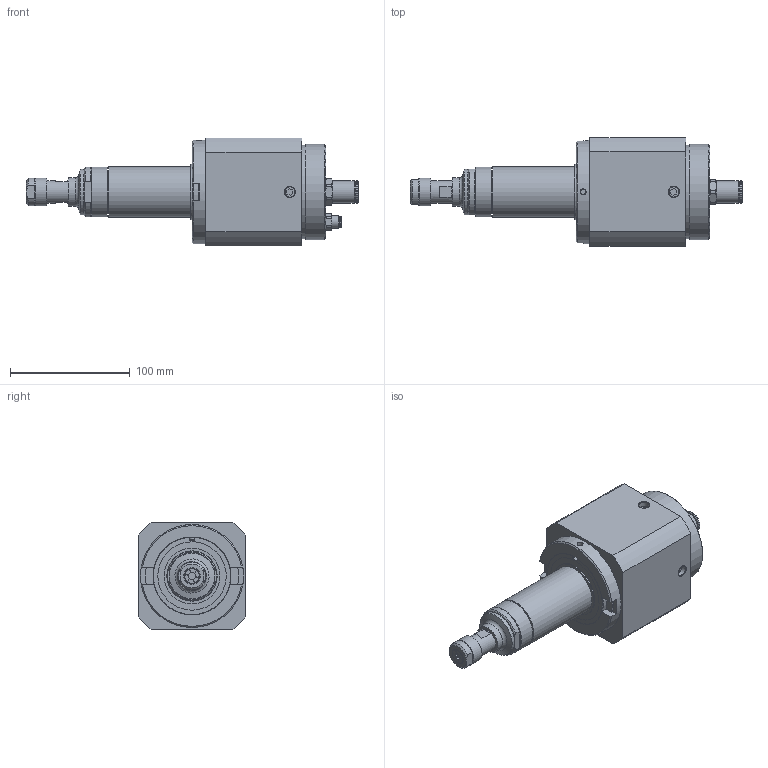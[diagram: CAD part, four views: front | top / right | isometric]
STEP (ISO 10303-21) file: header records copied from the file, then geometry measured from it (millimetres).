
FILE_DESCRIPTION(/* description */ (''),/* implementation_level */ '2;1');
FILE_NAME(/* name */ 'ESR 50 AX25_60001345.stp',/* time_stamp */ '2019-02-05T11:30:04+01:00',/* author */ ('flambert'),/* organization */ (''),/* preprocessor_version */ 'ST-DEVELOPER v17',/* originating_system */ 'Autodesk Inventor 2018',/* authorisation */ '');
FILE_SCHEMA (('AUTOMOTIVE_DESIGN { 1 0 10303 214 3 1 1 }'));
Length unit declared in the file: millimetre
Products named in the file (1): ESR 50 AX25_60001345
Bounding box: 276.82 x 90 x 90 mm (x, y, z)
Volume: 939328.8 mm3; surface area: 75698.5 mm2
Topology: 1 solids, 2 shells, 313 faces, 796 edges, 526 vertices
Faces by surface type: plane 146, cylinder 85, cone 75, torus 7
Full cylindrical faces by diameter (mm): 4.917 x4, 5 x1, 5.999 x2, 6 x3, 7.2 x1, 8.565 x1, 8.566 x4, 9.9 x1, 10.6 x1, 12 x1, 13.2 x2, 18.5 x2, 19 x2, 19.5 x1, 23 x1, 24 x1, 24.7 x1, 25 x1, 30 x1, 36 x1, 38 x1, 41.5 x1, 42 x1, 46.5 x1, 78.178 x1, 80 x1, 86 x1
Entity records: 10100 total; most frequent: CARTESIAN_POINT 2116, DIRECTION 1640, ORIENTED_EDGE 1588, EDGE_CURVE 794, AXIS2_PLACEMENT_3D 671, VERTEX_POINT 526, CIRCLE 357, EDGE_LOOP 356
